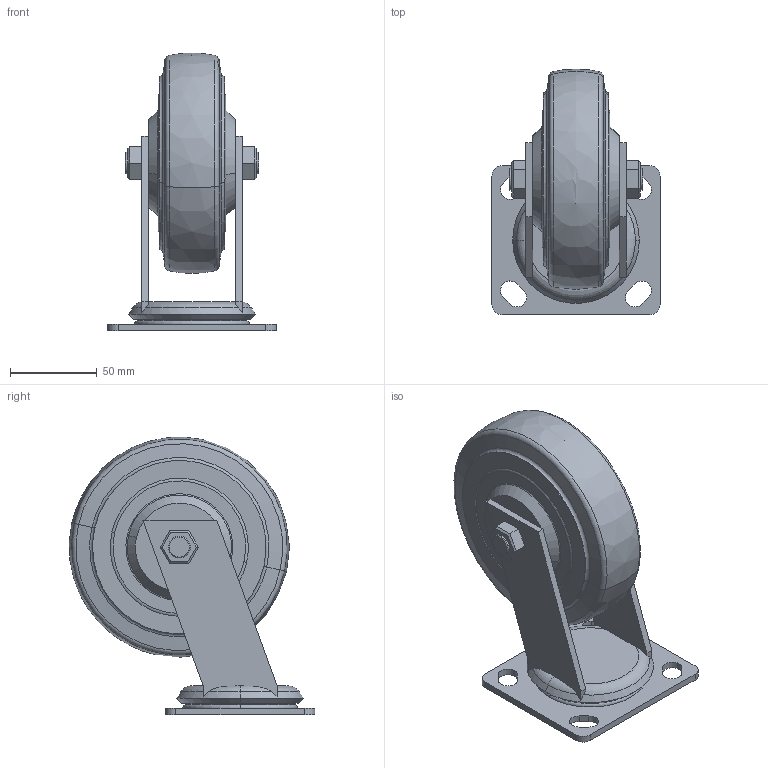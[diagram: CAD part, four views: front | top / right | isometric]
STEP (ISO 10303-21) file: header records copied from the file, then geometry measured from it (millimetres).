
FILE_DESCRIPTION (( 'STEP AP203' ), '1' );
FILE_NAME ('4360S.STEP', '2020-12-08T07:52:04', ( '' ), ( '' ), 'SwSTEP 2.0', 'SolidWorks 2016', '' );
FILE_SCHEMA (( 'CONFIG_CONTROL_DESIGN' ));
Length unit declared in the file: millimetre
Products named in the file (3): 绊妨官柠-吝窍吝侩43矫府令2; 4360S; 绊妨官柠-吝窍吝侩43矫府令3
Assembly tree (2 placements, depth 2):
  4360S
    绊妨官柠-吝窍吝侩43矫府令3
    绊妨官柠-吝窍吝侩43矫府令2
Bounding box: 97 x 141.4 x 160.21 mm (x, y, z)
Volume: 590985.8 mm3; surface area: 78823.2 mm2
Topology: 2 solids, 2 shells, 130 faces, 313 edges, 196 vertices
Faces by surface type: plane 65, cylinder 24, torus 23, cone 16, sphere 2
Entity records: 4196 total; most frequent: CARTESIAN_POINT 810, DIRECTION 682, ORIENTED_EDGE 616, EDGE_CURVE 308, AXIS2_PLACEMENT_3D 258, VERTEX_POINT 193, LINE 166, VECTOR 166
